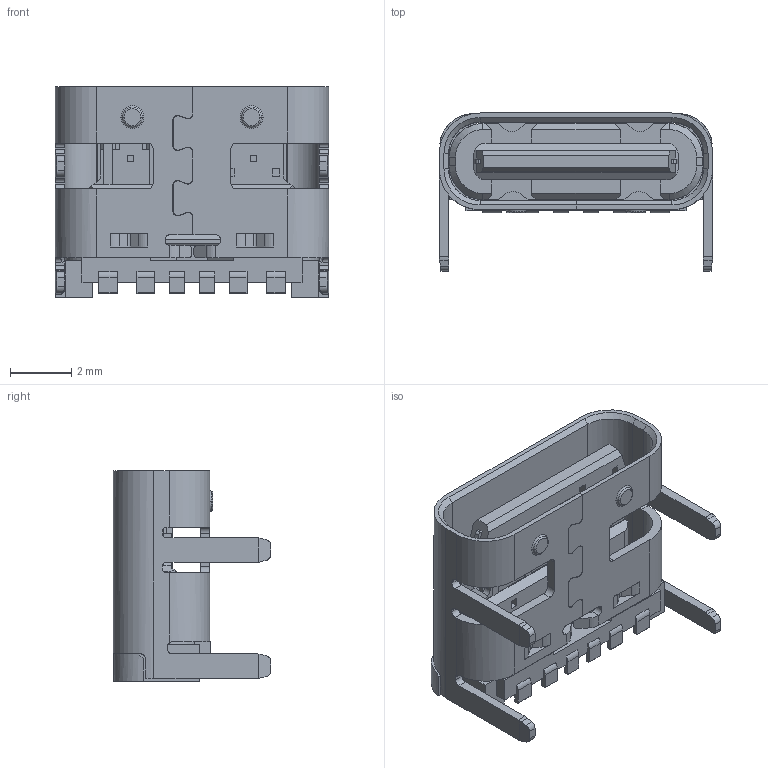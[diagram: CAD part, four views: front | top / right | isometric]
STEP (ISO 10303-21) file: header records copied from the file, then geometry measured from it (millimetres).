
FILE_DESCRIPTION((''),'2;1');
FILE_NAME('6P3D0001','2022-03-31T14:33:13',('Administrator'),(''),'CREO PARAMETRIC BY PTC INC, 2016510','CREO PARAMETRIC BY PTC INC, 2016510','');
FILE_SCHEMA(('AUTOMOTIVE_DESIGN { 1 0 10303 214 1 1 1 1 }'));
Length unit declared in the file: millimetre
Products named in the file (1): 6P3D0001
Bounding box: 8.94 x 5.16 x 6.9 mm (x, y, z)
Volume: 92.4 mm3; surface area: 456.4 mm2
Topology: 1 solids, 1 shells, 808 faces, 2294 edges, 1498 vertices
Faces by surface type: plane 627, cylinder 153, cone 18, torus 8, bspline 2
Entity records: 29379 total; most frequent: CARTESIAN_POINT 5093, ORIENTED_EDGE 4588, DIRECTION 4150, EDGE_CURVE 2294, VECTOR 1884, LINE 1884, VERTEX_POINT 1498, AXIS2_PLACEMENT_3D 1133
